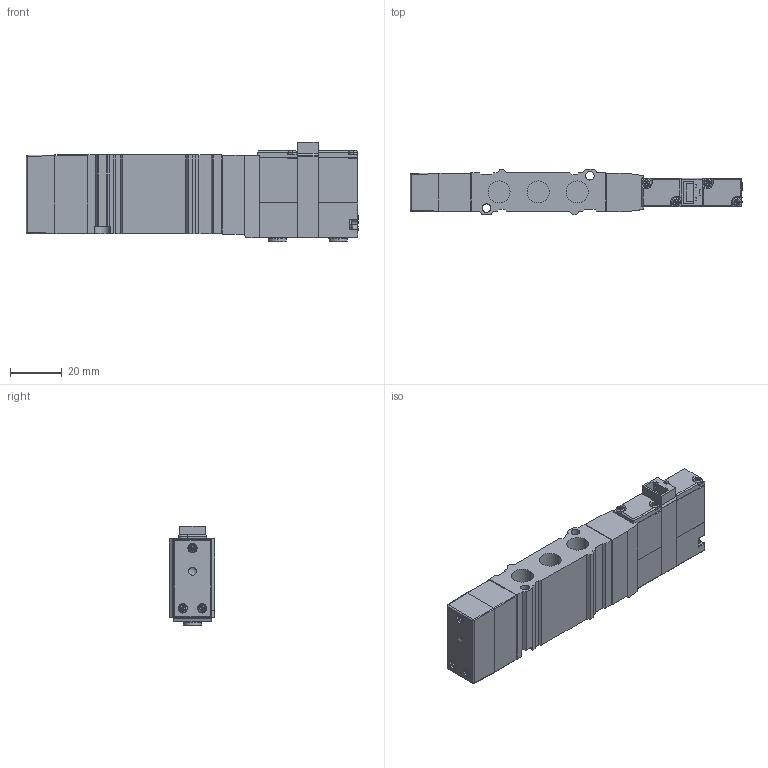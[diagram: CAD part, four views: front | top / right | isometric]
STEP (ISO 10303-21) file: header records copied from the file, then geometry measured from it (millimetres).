
FILE_DESCRIPTION (( 'STEP AP203' ), '1' );
FILE_NAME ('SV5422Y-06.STEP', '2022-08-02T08:46:58', ( '' ), ( '' ), 'SwSTEP 2.0', 'SolidWorks 2022', '' );
FILE_SCHEMA (( 'CONFIG_CONTROL_DESIGN' ));
Length unit declared in the file: millimetre
Products named in the file (1): SV5422Y-06
Bounding box: 128.3 x 17.6 x 38.5 mm (x, y, z)
Volume: 51805.3 mm3; surface area: 25038.9 mm2
Topology: 22 solids, 22 shells, 1193 faces, 3172 edges, 2057 vertices
Faces by surface type: plane 586, cylinder 470, bspline 71, cone 66
Entity records: 44970 total; most frequent: CARTESIAN_POINT 15636, ORIENTED_EDGE 6284, DIRECTION 5778, EDGE_CURVE 3142, VERTEX_POINT 2057, VECTOR 1976, LINE 1976, AXIS2_PLACEMENT_3D 1901
